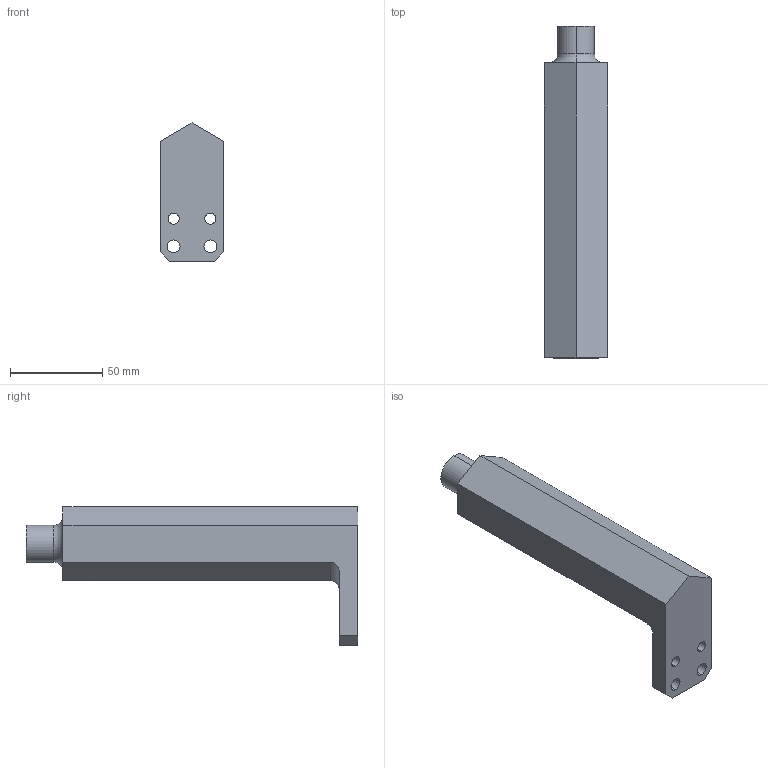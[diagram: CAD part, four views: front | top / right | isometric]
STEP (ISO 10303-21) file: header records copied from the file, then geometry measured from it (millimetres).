
FILE_DESCRIPTION (( 'STEP AP203' ), '1' );
FILE_NAME ('TORRE.STEP', '2024-11-15T23:54:53', ( '' ), ( '' ), 'SwSTEP 2.0', 'SolidWorks 2018', '' );
FILE_SCHEMA (( 'CONFIG_CONTROL_DESIGN' ));
Length unit declared in the file: millimetre
Products named in the file (1): TORRE
Bounding box: 34.64 x 180 x 75 mm (x, y, z)
Volume: 185169.3 mm3; surface area: 26648.1 mm2
Topology: 1 solids, 1 shells, 30 faces, 75 edges, 49 vertices
Faces by surface type: cylinder 14, plane 14, torus 2
Entity records: 996 total; most frequent: CARTESIAN_POINT 164, DIRECTION 162, ORIENTED_EDGE 150, EDGE_CURVE 75, AXIS2_PLACEMENT_3D 59, VERTEX_POINT 49, VECTOR 44, LINE 44
